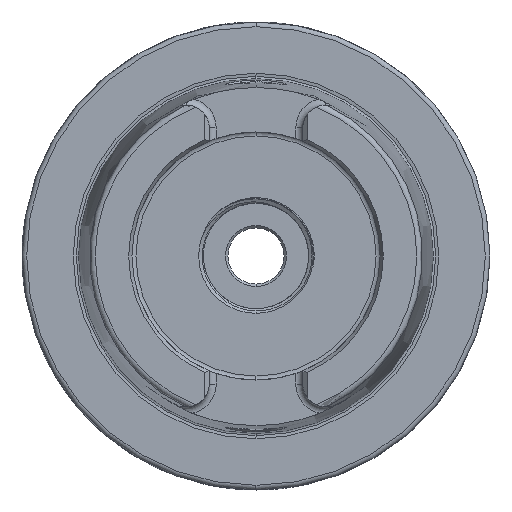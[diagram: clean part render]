
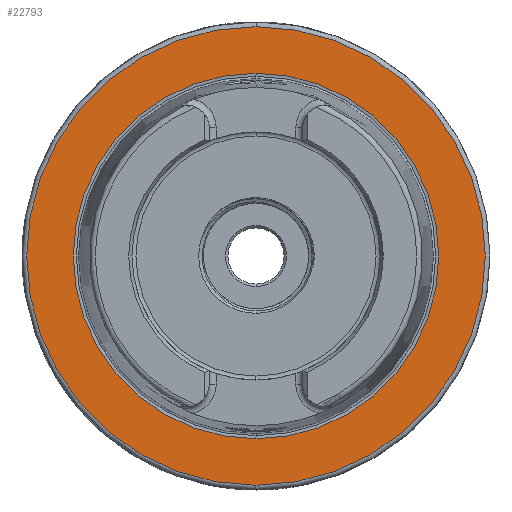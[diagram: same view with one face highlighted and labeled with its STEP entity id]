
A CAD part, left-side view. The second image highlights one B-rep face of the part: STEP entity #22793.
In plain terms, the highlighted planar face has unit normal (-1, 0, 0).
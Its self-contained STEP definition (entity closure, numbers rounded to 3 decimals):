
#1645 = CARTESIAN_POINT ( 'NONE',  ( 0., 0., -49. ) ) ;
#1652 = CARTESIAN_POINT ( 'NONE',  ( 0., 0., 49. ) ) ;
#1676 = CARTESIAN_POINT ( 'NONE',  ( 0., 0., -39.054 ) ) ;
#1677 = CARTESIAN_POINT ( 'NONE',  ( 0., 0., 39.054 ) ) ;
#3337 = CARTESIAN_POINT ( 'NONE',  ( 0., 39.054, 0. ) ) ;
#3369 = DIRECTION ( 'NONE',  ( -1., 0., 0. ) ) ;
#3375 = DIRECTION ( 'NONE',  ( 0., 0., 1. ) ) ;
#3379 = PLANE ( 'NONE',  #11377 ) ;
#4815 = EDGE_LOOP ( 'NONE', ( #18439, #18418 ) ) ;
#4887 = EDGE_LOOP ( 'NONE', ( #18487, #18445 ) ) ;
#6411 = EDGE_CURVE ( 'NONE', #23868, #23900, #18865, .T. ) ;
#11280 = AXIS2_PLACEMENT_3D ( 'NONE', #17563, #17536, #17541 ) ;
#11310 = AXIS2_PLACEMENT_3D ( 'NONE', #16434, #16424, #16443 ) ;
#11335 = AXIS2_PLACEMENT_3D ( 'NONE', #16375, #16397, #16388 ) ;
#11377 = AXIS2_PLACEMENT_3D ( 'NONE', #3337, #3369, #3375 ) ;
#16375 = CARTESIAN_POINT ( 'NONE',  ( 0., 0., 0. ) ) ;
#16388 = DIRECTION ( 'NONE',  ( 0., 0., -1. ) ) ;
#16397 = DIRECTION ( 'NONE',  ( 1., 0., 0. ) ) ;
#16424 = DIRECTION ( 'NONE',  ( -1., 0., 0. ) ) ;
#16434 = CARTESIAN_POINT ( 'NONE',  ( 0., 0., 0. ) ) ;
#16443 = DIRECTION ( 'NONE',  ( 0., 0., 1. ) ) ;
#17536 = DIRECTION ( 'NONE',  ( -1., 0., 0. ) ) ;
#17541 = DIRECTION ( 'NONE',  ( 0., 0., 1. ) ) ;
#17563 = CARTESIAN_POINT ( 'NONE',  ( 0., 0., 0. ) ) ;
#17865 = CIRCLE ( 'NONE', #11310, 49. ) ;
#17888 = CIRCLE ( 'NONE', #11335, 39.054 ) ;
#17953 = FACE_BOUND ( 'NONE', #4887, .T. ) ;
#17955 = FACE_OUTER_BOUND ( 'NONE', #4815, .T. ) ;
#18323 = CIRCLE ( 'NONE', #11280, 49. ) ;
#18418 = ORIENTED_EDGE ( 'NONE', *, *, #22551, .T. ) ;
#18439 = ORIENTED_EDGE ( 'NONE', *, *, #22251, .T. ) ;
#18445 = ORIENTED_EDGE ( 'NONE', *, *, #22541, .T. ) ;
#18487 = ORIENTED_EDGE ( 'NONE', *, *, #6411, .T. ) ;
#18865 = CIRCLE ( 'NONE', #25552, 39.054 ) ;
#19261 = CARTESIAN_POINT ( 'NONE',  ( 0., 0., 0. ) ) ;
#19272 = DIRECTION ( 'NONE',  ( 0., 0., -1. ) ) ;
#19275 = DIRECTION ( 'NONE',  ( 1., 0., 0. ) ) ;
#22251 = EDGE_CURVE ( 'NONE', #23885, #23898, #18323, .T. ) ;
#22541 = EDGE_CURVE ( 'NONE', #23900, #23868, #17888, .T. ) ;
#22551 = EDGE_CURVE ( 'NONE', #23898, #23885, #17865, .T. ) ;
#22793 = ADVANCED_FACE ( 'NONE', ( #17955, #17953 ), #3379, .T. ) ;
#23868 = VERTEX_POINT ( 'NONE', #1677 ) ;
#23885 = VERTEX_POINT ( 'NONE', #1652 ) ;
#23898 = VERTEX_POINT ( 'NONE', #1645 ) ;
#23900 = VERTEX_POINT ( 'NONE', #1676 ) ;
#25552 = AXIS2_PLACEMENT_3D ( 'NONE', #19261, #19275, #19272 ) ;
